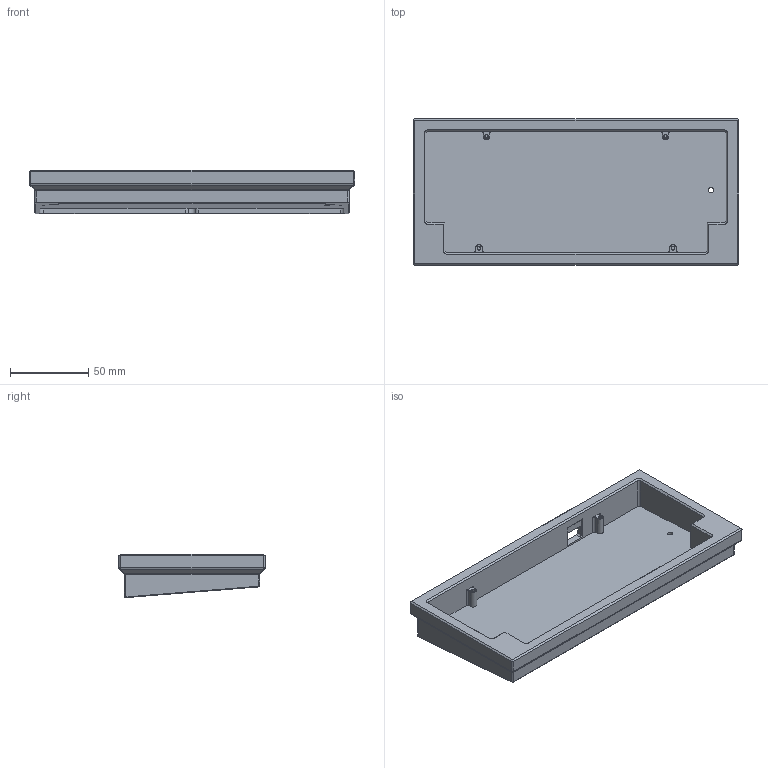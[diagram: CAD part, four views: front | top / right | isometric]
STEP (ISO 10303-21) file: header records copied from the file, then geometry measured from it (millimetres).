
FILE_DESCRIPTION(/* description */ (''),/* implementation_level */ '2;1');
FILE_NAME(/* name */ '_33_Case_P3D_MOD_Bottom_Revision_CAD v1.step',/* time_stamp */ '2020-08-10T20:48:15-05:00',/* author */ (''),/* organization */ (''),/* preprocessor_version */ 'ST-DEVELOPER v18.1',/* originating_system */ 'Autodesk Translation Framework v9.3.0.1241',/* authorisation */ '');
FILE_SCHEMA (('AUTOMOTIVE_DESIGN { 1 0 10303 214 3 1 1 }'));
Length unit declared in the file: millimetre
Products named in the file (1): _33_Case_P3D_MOD_Bottom_Revision_CAD
Bounding box: 207.55 x 93.25 x 27.63 mm (x, y, z)
Volume: 133025.8 mm3; surface area: 68138.8 mm2
Topology: 2 solids, 2 shells, 270 faces, 706 edges, 448 vertices
Faces by surface type: plane 123, cylinder 76, bspline 45, cone 22, sphere 4
Full cylindrical faces by diameter (mm): 2 x10, 4.5 x2
Entity records: 9414 total; most frequent: CARTESIAN_POINT 2900, ORIENTED_EDGE 1412, DIRECTION 1254, EDGE_CURVE 706, VERTEX_POINT 448, LINE 430, VECTOR 430, AXIS2_PLACEMENT_3D 412
